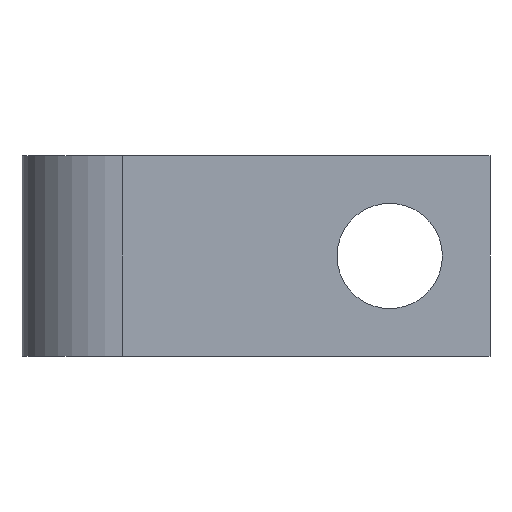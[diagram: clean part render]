
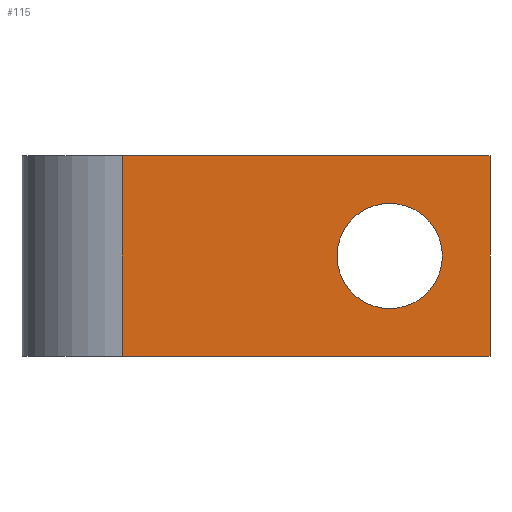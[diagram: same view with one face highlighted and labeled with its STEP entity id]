
A CAD part, front view. The second image highlights one B-rep face of the part: STEP entity #115.
In plain terms, the highlighted planar face has unit normal (0, -1, 0).
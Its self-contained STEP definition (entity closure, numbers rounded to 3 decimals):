
#16 = CARTESIAN_POINT ( 'NONE',  ( 0., -6., 12. ) ) ;
#29 = CARTESIAN_POINT ( 'NONE',  ( 16., -6., 2.85 ) ) ;
#30 = CARTESIAN_POINT ( 'NONE',  ( 16., -6., 9.15 ) ) ;
#34 = CARTESIAN_POINT ( 'NONE',  ( 0., -6., 0. ) ) ;
#40 = CARTESIAN_POINT ( 'NONE',  ( 22., -6., 0. ) ) ;
#41 = CARTESIAN_POINT ( 'NONE',  ( 22., -6., 12. ) ) ;
#71 = EDGE_CURVE ( 'NONE', #480, #505, #582, .T. ) ;
#81 = EDGE_CURVE ( 'NONE', #480, #498, #612, .T. ) ;
#87 = EDGE_CURVE ( 'NONE', #498, #504, #632, .T. ) ;
#94 = EDGE_CURVE ( 'NONE', #493, #494, #126, .T. ) ;
#108 = EDGE_CURVE ( 'NONE', #505, #504, #696, .T. ) ;
#115 = ADVANCED_FACE ( 'NONE', ( #238, #323 ), #713, .F. ) ;
#126 = CIRCLE ( 'NONE', #263, 3.15 ) ;
#154 = EDGE_CURVE ( 'NONE', #494, #493, #183, .T. ) ;
#183 = CIRCLE ( 'NONE', #308, 3.15 ) ;
#207 = AXIS2_PLACEMENT_3D ( 'NONE', #714, #715, #716 ) ;
#209 = VECTOR ( 'NONE', #698, 1000. ) ;
#213 = VECTOR ( 'NONE', #584, 1000. ) ;
#238 = FACE_BOUND ( 'NONE', #563, .T. ) ;
#256 = VECTOR ( 'NONE', #614, 1000. ) ;
#263 = AXIS2_PLACEMENT_3D ( 'NONE', #653, #654, #655 ) ;
#307 = VECTOR ( 'NONE', #634, 1000. ) ;
#308 = AXIS2_PLACEMENT_3D ( 'NONE', #793, #794, #795 ) ;
#323 = FACE_OUTER_BOUND ( 'NONE', #564, .T. ) ;
#394 = ORIENTED_EDGE ( 'NONE', *, *, #87, .T. ) ;
#395 = ORIENTED_EDGE ( 'NONE', *, *, #154, .T. ) ;
#396 = ORIENTED_EDGE ( 'NONE', *, *, #94, .T. ) ;
#397 = ORIENTED_EDGE ( 'NONE', *, *, #71, .F. ) ;
#398 = ORIENTED_EDGE ( 'NONE', *, *, #108, .F. ) ;
#399 = ORIENTED_EDGE ( 'NONE', *, *, #81, .T. ) ;
#480 = VERTEX_POINT ( 'NONE', #16 ) ;
#493 = VERTEX_POINT ( 'NONE', #29 ) ;
#494 = VERTEX_POINT ( 'NONE', #30 ) ;
#498 = VERTEX_POINT ( 'NONE', #34 ) ;
#504 = VERTEX_POINT ( 'NONE', #40 ) ;
#505 = VERTEX_POINT ( 'NONE', #41 ) ;
#563 = EDGE_LOOP ( 'NONE', ( #395, #396 ) ) ;
#564 = EDGE_LOOP ( 'NONE', ( #394, #398, #397, #399 ) ) ;
#582 = LINE ( 'NONE', #583, #213 ) ;
#583 = CARTESIAN_POINT ( 'NONE',  ( 0., -6., 12. ) ) ;
#584 = DIRECTION ( 'NONE',  ( 1., 0., 0. ) ) ;
#612 = LINE ( 'NONE', #613, #256 ) ;
#613 = CARTESIAN_POINT ( 'NONE',  ( 0., -6., 12. ) ) ;
#614 = DIRECTION ( 'NONE',  ( 0., 0., -1. ) ) ;
#632 = LINE ( 'NONE', #633, #307 ) ;
#633 = CARTESIAN_POINT ( 'NONE',  ( 0., -6., 0. ) ) ;
#634 = DIRECTION ( 'NONE',  ( 1., 0., 0. ) ) ;
#653 = CARTESIAN_POINT ( 'NONE',  ( 16., -6., 6. ) ) ;
#654 = DIRECTION ( 'NONE',  ( 0., 1., 0. ) ) ;
#655 = DIRECTION ( 'NONE',  ( 0., 0., 1. ) ) ;
#696 = LINE ( 'NONE', #697, #209 ) ;
#697 = CARTESIAN_POINT ( 'NONE',  ( 22., -6., 12. ) ) ;
#698 = DIRECTION ( 'NONE',  ( 0., 0., -1. ) ) ;
#713 = PLANE ( 'NONE',  #207 ) ;
#714 = CARTESIAN_POINT ( 'NONE',  ( 0., -6., 12. ) ) ;
#715 = DIRECTION ( 'NONE',  ( 0., 1., 0. ) ) ;
#716 = DIRECTION ( 'NONE',  ( 0., 0., 1. ) ) ;
#793 = CARTESIAN_POINT ( 'NONE',  ( 16., -6., 6. ) ) ;
#794 = DIRECTION ( 'NONE',  ( 0., 1., 0. ) ) ;
#795 = DIRECTION ( 'NONE',  ( 0., 0., 1. ) ) ;
